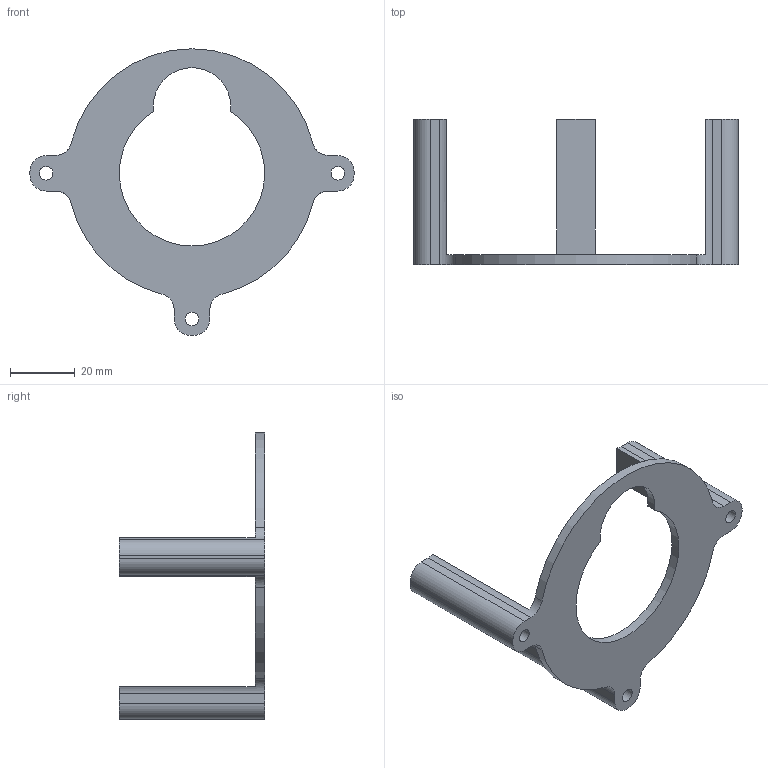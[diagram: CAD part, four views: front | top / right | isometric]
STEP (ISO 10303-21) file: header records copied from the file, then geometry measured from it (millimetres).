
FILE_DESCRIPTION(/* description */ (''),/* implementation_level */ '2;1');
FILE_NAME(/* name */ 'bottom.step',/* time_stamp */ '2020-04-07T12:16:06+02:00',/* author */ (''),/* organization */ (''),/* preprocessor_version */ 'ST-DEVELOPER v18',/* originating_system */ 'Autodesk Translation Framework v8.12.0.6',/* authorisation */ '');
FILE_SCHEMA (('AUTOMOTIVE_DESIGN { 1 0 10303 214 3 1 1 }'));
Length unit declared in the file: millimetre
Products named in the file (2): Untitled; Body
Assembly tree (1 placements, depth 2):
  Untitled
    Body
Bounding box: 100.21 x 45 x 88.61 mm (x, y, z)
Volume: 20414.5 mm3; surface area: 14397.9 mm2
Topology: 1 solids, 1 shells, 37 faces, 105 edges, 70 vertices
Faces by surface type: cylinder 20, plane 17
Full cylindrical faces by diameter (mm): 4.2 x3
Entity records: 1294 total; most frequent: DIRECTION 231, CARTESIAN_POINT 215, ORIENTED_EDGE 210, EDGE_CURVE 105, AXIS2_PLACEMENT_3D 86, VERTEX_POINT 70, LINE 59, VECTOR 59
